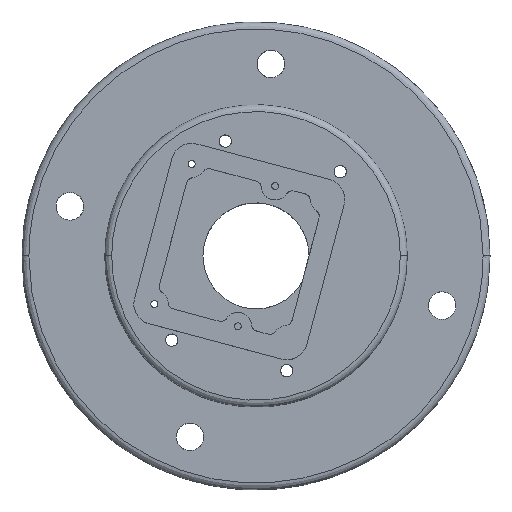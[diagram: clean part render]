
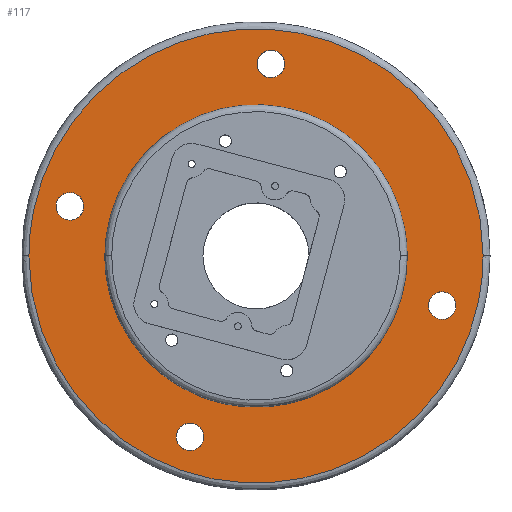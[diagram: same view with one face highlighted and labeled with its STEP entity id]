
A CAD part, top view. The second image highlights one B-rep face of the part: STEP entity #117.
In plain terms, the highlighted planar face has unit normal (0, 0, 1).
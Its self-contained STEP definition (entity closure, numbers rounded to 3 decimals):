
#35=FACE_BOUND('',#349,.T.);
#36=FACE_BOUND('',#350,.T.);
#37=FACE_BOUND('',#351,.T.);
#38=FACE_BOUND('',#352,.T.);
#39=FACE_BOUND('',#353,.T.);
#117=ADVANCED_FACE('',(#227,#35,#36,#37,#38,#39),#1685,.T.);
#227=FACE_OUTER_BOUND('',#348,.T.);
#348=EDGE_LOOP('',(#745,#746));
#349=EDGE_LOOP('',(#747,#748));
#350=EDGE_LOOP('',(#749,#750));
#351=EDGE_LOOP('',(#751,#752));
#352=EDGE_LOOP('',(#753,#754));
#353=EDGE_LOOP('',(#755,#756));
#745=ORIENTED_EDGE('',*,*,#1154,.T.);
#746=ORIENTED_EDGE('',*,*,#1216,.T.);
#747=ORIENTED_EDGE('',*,*,#1225,.T.);
#748=ORIENTED_EDGE('',*,*,#1180,.T.);
#749=ORIENTED_EDGE('',*,*,#1208,.T.);
#750=ORIENTED_EDGE('',*,*,#1136,.F.);
#751=ORIENTED_EDGE('',*,*,#1210,.T.);
#752=ORIENTED_EDGE('',*,*,#1140,.F.);
#753=ORIENTED_EDGE('',*,*,#1212,.T.);
#754=ORIENTED_EDGE('',*,*,#1144,.F.);
#755=ORIENTED_EDGE('',*,*,#1214,.T.);
#756=ORIENTED_EDGE('',*,*,#1148,.F.);
#1136=EDGE_CURVE('',#1631,#1628,#1422,.T.);
#1140=EDGE_CURVE('',#1635,#1632,#1424,.T.);
#1144=EDGE_CURVE('',#1639,#1636,#1426,.T.);
#1148=EDGE_CURVE('',#1643,#1640,#1428,.T.);
#1154=EDGE_CURVE('',#1648,#1649,#1434,.T.);
#1180=EDGE_CURVE('',#1650,#1651,#1452,.T.);
#1208=EDGE_CURVE('',#1631,#1628,#1480,.T.);
#1210=EDGE_CURVE('',#1635,#1632,#1482,.T.);
#1212=EDGE_CURVE('',#1639,#1636,#1484,.T.);
#1214=EDGE_CURVE('',#1643,#1640,#1486,.T.);
#1216=EDGE_CURVE('',#1649,#1648,#1488,.T.);
#1225=EDGE_CURVE('',#1651,#1650,#1497,.T.);
#1422=(
BOUNDED_CURVE()
B_SPLINE_CURVE(2,(#3828,#3829,#3830,#3831,#3832),.UNSPECIFIED.,.F.,.F.)
B_SPLINE_CURVE_WITH_KNOTS((3,2,3),(-6.283,-3.142,0.),
 .UNSPECIFIED.)
CURVE()
GEOMETRIC_REPRESENTATION_ITEM()
RATIONAL_B_SPLINE_CURVE((1.,0.707,1.,0.707,1.))
REPRESENTATION_ITEM('')
);
#1424=(
BOUNDED_CURVE()
B_SPLINE_CURVE(2,(#3842,#3843,#3844,#3845,#3846),.UNSPECIFIED.,.F.,.F.)
B_SPLINE_CURVE_WITH_KNOTS((3,2,3),(-6.283,-3.142,
0.),.UNSPECIFIED.)
CURVE()
GEOMETRIC_REPRESENTATION_ITEM()
RATIONAL_B_SPLINE_CURVE((1.,0.707,1.,0.707,1.))
REPRESENTATION_ITEM('')
);
#1426=(
BOUNDED_CURVE()
B_SPLINE_CURVE(2,(#3856,#3857,#3858,#3859,#3860),.UNSPECIFIED.,.F.,.F.)
B_SPLINE_CURVE_WITH_KNOTS((3,2,3),(-6.283,-3.142,
0.),.UNSPECIFIED.)
CURVE()
GEOMETRIC_REPRESENTATION_ITEM()
RATIONAL_B_SPLINE_CURVE((1.,0.707,1.,0.707,1.))
REPRESENTATION_ITEM('')
);
#1428=(
BOUNDED_CURVE()
B_SPLINE_CURVE(2,(#3870,#3871,#3872,#3873,#3874),.UNSPECIFIED.,.F.,.F.)
B_SPLINE_CURVE_WITH_KNOTS((3,2,3),(-6.283,-3.142,
0.),.UNSPECIFIED.)
CURVE()
GEOMETRIC_REPRESENTATION_ITEM()
RATIONAL_B_SPLINE_CURVE((1.,0.707,1.,0.707,1.))
REPRESENTATION_ITEM('')
);
#1434=(
BOUNDED_CURVE()
B_SPLINE_CURVE(2,(#3892,#3893,#3894,#3895,#3896),.UNSPECIFIED.,.F.,.F.)
B_SPLINE_CURVE_WITH_KNOTS((3,2,3),(0.,51.702,103.405),
 .UNSPECIFIED.)
CURVE()
GEOMETRIC_REPRESENTATION_ITEM()
RATIONAL_B_SPLINE_CURVE((1.,0.707,1.,0.707,1.))
REPRESENTATION_ITEM('')
);
#1452=(
BOUNDED_CURVE()
B_SPLINE_CURVE(2,(#3975,#3976,#3977,#3978,#3979),.UNSPECIFIED.,.F.,.F.)
B_SPLINE_CURVE_WITH_KNOTS((3,2,3),(-87.66,-43.83,0.),.UNSPECIFIED.)
CURVE()
GEOMETRIC_REPRESENTATION_ITEM()
RATIONAL_B_SPLINE_CURVE((1.,0.707,1.,0.707,1.))
REPRESENTATION_ITEM('')
);
#1480=(
BOUNDED_CURVE()
B_SPLINE_CURVE(2,(#4110,#4111,#4112,#4113,#4114),.UNSPECIFIED.,.F.,.F.)
B_SPLINE_CURVE_WITH_KNOTS((3,2,3),(6.283,9.425,12.566),
 .UNSPECIFIED.)
CURVE()
GEOMETRIC_REPRESENTATION_ITEM()
RATIONAL_B_SPLINE_CURVE((1.,0.707,1.,0.707,1.))
REPRESENTATION_ITEM('')
);
#1482=(
BOUNDED_CURVE()
B_SPLINE_CURVE(2,(#4120,#4121,#4122,#4123,#4124),.UNSPECIFIED.,.F.,.F.)
B_SPLINE_CURVE_WITH_KNOTS((3,2,3),(6.283,9.425,12.566),
 .UNSPECIFIED.)
CURVE()
GEOMETRIC_REPRESENTATION_ITEM()
RATIONAL_B_SPLINE_CURVE((1.,0.707,1.,0.707,1.))
REPRESENTATION_ITEM('')
);
#1484=(
BOUNDED_CURVE()
B_SPLINE_CURVE(2,(#4130,#4131,#4132,#4133,#4134),.UNSPECIFIED.,.F.,.F.)
B_SPLINE_CURVE_WITH_KNOTS((3,2,3),(6.283,9.425,12.566),
 .UNSPECIFIED.)
CURVE()
GEOMETRIC_REPRESENTATION_ITEM()
RATIONAL_B_SPLINE_CURVE((1.,0.707,1.,0.707,1.))
REPRESENTATION_ITEM('')
);
#1486=(
BOUNDED_CURVE()
B_SPLINE_CURVE(2,(#4140,#4141,#4142,#4143,#4144),.UNSPECIFIED.,.F.,.F.)
B_SPLINE_CURVE_WITH_KNOTS((3,2,3),(6.283,9.425,12.566),
 .UNSPECIFIED.)
CURVE()
GEOMETRIC_REPRESENTATION_ITEM()
RATIONAL_B_SPLINE_CURVE((1.,0.707,1.,0.707,1.))
REPRESENTATION_ITEM('')
);
#1488=(
BOUNDED_CURVE()
B_SPLINE_CURVE(2,(#4150,#4151,#4152,#4153,#4154),.UNSPECIFIED.,.F.,.F.)
B_SPLINE_CURVE_WITH_KNOTS((3,2,3),(103.405,155.107,206.81),
 .UNSPECIFIED.)
CURVE()
GEOMETRIC_REPRESENTATION_ITEM()
RATIONAL_B_SPLINE_CURVE((1.,0.707,1.,0.707,1.))
REPRESENTATION_ITEM('')
);
#1497=(
BOUNDED_CURVE()
B_SPLINE_CURVE(2,(#4195,#4196,#4197,#4198,#4199),.UNSPECIFIED.,.F.,.F.)
B_SPLINE_CURVE_WITH_KNOTS((3,2,3),(-87.66,-43.83,
0.),.UNSPECIFIED.)
CURVE()
GEOMETRIC_REPRESENTATION_ITEM()
RATIONAL_B_SPLINE_CURVE((1.,0.707,1.,0.707,1.))
REPRESENTATION_ITEM('')
);
#1628=VERTEX_POINT('',#3044);
#1631=VERTEX_POINT('',#3047);
#1632=VERTEX_POINT('',#3048);
#1635=VERTEX_POINT('',#3051);
#1636=VERTEX_POINT('',#3052);
#1639=VERTEX_POINT('',#3055);
#1640=VERTEX_POINT('',#3056);
#1643=VERTEX_POINT('',#3059);
#1648=VERTEX_POINT('',#3064);
#1649=VERTEX_POINT('',#3065);
#1650=VERTEX_POINT('',#3066);
#1651=VERTEX_POINT('',#3067);
#1685=PLANE('',#1805);
#1805=AXIS2_PLACEMENT_3D('',#2476,#1818,$);
#1818=DIRECTION('',(0.,0.,1.));
#2476=CARTESIAN_POINT('',(-5.595,-5.595,6.));
#3044=CARTESIAN_POINT('',(26.355,7.694,6.));
#3047=CARTESIAN_POINT('',(22.355,7.694,6.));
#3048=CARTESIAN_POINT('',(62.888,26.724,6.));
#3051=CARTESIAN_POINT('',(58.888,26.724,6.));
#3052=CARTESIAN_POINT('',(38.087,61.745,6.));
#3055=CARTESIAN_POINT('',(34.087,61.745,6.));
#3056=CARTESIAN_POINT('',(8.942,41.106,6.));
#3059=CARTESIAN_POINT('',(4.942,41.106,6.));
#3064=CARTESIAN_POINT('',(1.,33.915,6.));
#3065=CARTESIAN_POINT('',(66.83,33.915,6.));
#3066=CARTESIAN_POINT('',(12.,33.915,6.));
#3067=CARTESIAN_POINT('',(55.83,33.915,6.));
#3828=CARTESIAN_POINT('',(22.355,7.694,6.));
#3829=CARTESIAN_POINT('',(22.355,5.694,6.));
#3830=CARTESIAN_POINT('',(24.355,5.694,6.));
#3831=CARTESIAN_POINT('',(26.355,5.694,6.));
#3832=CARTESIAN_POINT('',(26.355,7.694,6.));
#3842=CARTESIAN_POINT('',(58.888,26.724,6.));
#3843=CARTESIAN_POINT('',(58.888,24.724,6.));
#3844=CARTESIAN_POINT('',(60.888,24.724,6.));
#3845=CARTESIAN_POINT('',(62.888,24.724,6.));
#3846=CARTESIAN_POINT('',(62.888,26.724,6.));
#3856=CARTESIAN_POINT('',(34.087,61.745,6.));
#3857=CARTESIAN_POINT('',(34.087,59.745,6.));
#3858=CARTESIAN_POINT('',(36.087,59.745,6.));
#3859=CARTESIAN_POINT('',(38.087,59.745,6.));
#3860=CARTESIAN_POINT('',(38.087,61.745,6.));
#3870=CARTESIAN_POINT('',(4.942,41.106,6.));
#3871=CARTESIAN_POINT('',(4.942,39.106,6.));
#3872=CARTESIAN_POINT('',(6.942,39.106,6.));
#3873=CARTESIAN_POINT('',(8.942,39.106,6.));
#3874=CARTESIAN_POINT('',(8.942,41.106,6.));
#3892=CARTESIAN_POINT('',(1.,33.915,6.));
#3893=CARTESIAN_POINT('',(1.,1.,6.));
#3894=CARTESIAN_POINT('',(33.915,1.,6.));
#3895=CARTESIAN_POINT('',(66.83,1.,6.));
#3896=CARTESIAN_POINT('',(66.83,33.915,6.));
#3975=CARTESIAN_POINT('',(12.,33.915,6.));
#3976=CARTESIAN_POINT('',(12.,55.83,6.));
#3977=CARTESIAN_POINT('',(33.915,55.83,6.));
#3978=CARTESIAN_POINT('',(55.83,55.83,6.));
#3979=CARTESIAN_POINT('',(55.83,33.915,6.));
#4110=CARTESIAN_POINT('',(22.355,7.694,6.));
#4111=CARTESIAN_POINT('',(22.355,9.694,6.));
#4112=CARTESIAN_POINT('',(24.355,9.694,6.));
#4113=CARTESIAN_POINT('',(26.355,9.694,6.));
#4114=CARTESIAN_POINT('',(26.355,7.694,6.));
#4120=CARTESIAN_POINT('',(58.888,26.724,6.));
#4121=CARTESIAN_POINT('',(58.888,28.724,6.));
#4122=CARTESIAN_POINT('',(60.888,28.724,6.));
#4123=CARTESIAN_POINT('',(62.888,28.724,6.));
#4124=CARTESIAN_POINT('',(62.888,26.724,6.));
#4130=CARTESIAN_POINT('',(34.087,61.745,6.));
#4131=CARTESIAN_POINT('',(34.087,63.745,6.));
#4132=CARTESIAN_POINT('',(36.087,63.745,6.));
#4133=CARTESIAN_POINT('',(38.087,63.745,6.));
#4134=CARTESIAN_POINT('',(38.087,61.745,6.));
#4140=CARTESIAN_POINT('',(4.942,41.106,6.));
#4141=CARTESIAN_POINT('',(4.942,43.106,6.));
#4142=CARTESIAN_POINT('',(6.942,43.106,6.));
#4143=CARTESIAN_POINT('',(8.942,43.106,6.));
#4144=CARTESIAN_POINT('',(8.942,41.106,6.));
#4150=CARTESIAN_POINT('',(66.83,33.915,6.));
#4151=CARTESIAN_POINT('',(66.83,66.83,6.));
#4152=CARTESIAN_POINT('',(33.915,66.83,6.));
#4153=CARTESIAN_POINT('',(1.,66.83,6.));
#4154=CARTESIAN_POINT('',(1.,33.915,6.));
#4195=CARTESIAN_POINT('',(55.83,33.915,6.));
#4196=CARTESIAN_POINT('',(55.83,12.,6.));
#4197=CARTESIAN_POINT('',(33.915,12.,6.));
#4198=CARTESIAN_POINT('',(12.,12.,6.));
#4199=CARTESIAN_POINT('',(12.,33.915,6.));
